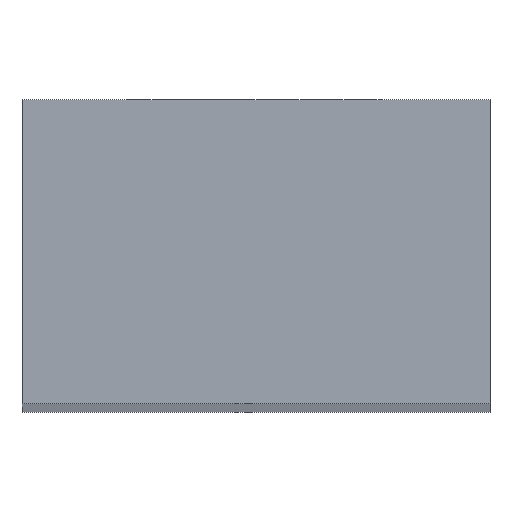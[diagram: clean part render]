
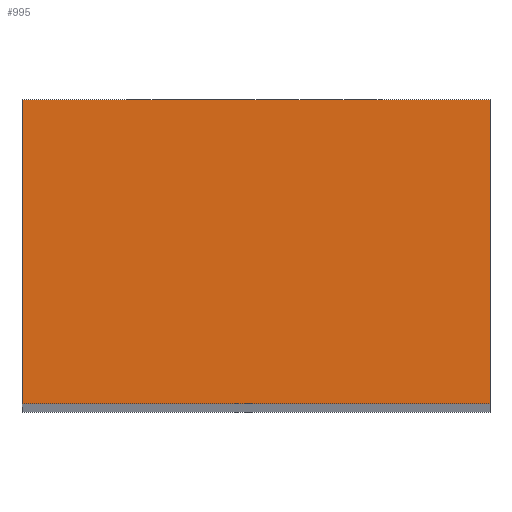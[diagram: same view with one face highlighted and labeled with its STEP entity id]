
A CAD part, top view. The second image highlights one B-rep face of the part: STEP entity #995.
In plain terms, the highlighted planar face has unit normal (0, 0, 1).
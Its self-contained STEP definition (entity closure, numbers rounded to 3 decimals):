
#8 = DIRECTION ( 'NONE',  ( 0., 0., -1. ) ) ;
#27 = EDGE_CURVE ( 'NONE', #1250, #486, #1236, .T. ) ;
#31 = VECTOR ( 'NONE', #231, 1000. ) ;
#82 = DIRECTION ( 'NONE',  ( -1., 0., 0. ) ) ;
#105 = VECTOR ( 'NONE', #370, 1000. ) ;
#156 = ORIENTED_EDGE ( 'NONE', *, *, #27, .F. ) ;
#180 = PLANE ( 'NONE',  #952 ) ;
#209 = EDGE_LOOP ( 'NONE', ( #878, #156, #1225, #544 ) ) ;
#213 = CARTESIAN_POINT ( 'NONE',  ( 10., 0., 0. ) ) ;
#231 = DIRECTION ( 'NONE',  ( 0., -1., 0. ) ) ;
#236 = EDGE_CURVE ( 'NONE', #880, #400, #992, .T. ) ;
#252 = CARTESIAN_POINT ( 'NONE',  ( 10., 13., 0. ) ) ;
#370 = DIRECTION ( 'NONE',  ( 0., -1., 0. ) ) ;
#399 = FACE_OUTER_BOUND ( 'NONE', #209, .T. ) ;
#400 = VERTEX_POINT ( 'NONE', #688 ) ;
#411 = VECTOR ( 'NONE', #82, 1000. ) ;
#486 = VERTEX_POINT ( 'NONE', #990 ) ;
#525 = VECTOR ( 'NONE', #1244, 1000. ) ;
#544 = ORIENTED_EDGE ( 'NONE', *, *, #236, .T. ) ;
#602 = DIRECTION ( 'NONE',  ( -1., 0., 0. ) ) ;
#688 = CARTESIAN_POINT ( 'NONE',  ( -10., 13., 0. ) ) ;
#722 = EDGE_CURVE ( 'NONE', #880, #1250, #1174, .T. ) ;
#737 = CARTESIAN_POINT ( 'NONE',  ( 10., 13., 0. ) ) ;
#834 = CARTESIAN_POINT ( 'NONE',  ( 10., 0., 0. ) ) ;
#868 = LINE ( 'NONE', #1087, #105 ) ;
#878 = ORIENTED_EDGE ( 'NONE', *, *, #975, .T. ) ;
#880 = VERTEX_POINT ( 'NONE', #252 ) ;
#889 = CARTESIAN_POINT ( 'NONE',  ( 10., 0., 0. ) ) ;
#952 = AXIS2_PLACEMENT_3D ( 'NONE', #1083, #8, #602 ) ;
#975 = EDGE_CURVE ( 'NONE', #400, #486, #868, .T. ) ;
#990 = CARTESIAN_POINT ( 'NONE',  ( -10., 0., 0. ) ) ;
#992 = LINE ( 'NONE', #737, #525 ) ;
#995 = ADVANCED_FACE ( 'NONE', ( #399 ), #180, .F. ) ;
#1083 = CARTESIAN_POINT ( 'NONE',  ( 10., 0., 0. ) ) ;
#1087 = CARTESIAN_POINT ( 'NONE',  ( -10., 0., 0. ) ) ;
#1174 = LINE ( 'NONE', #834, #31 ) ;
#1225 = ORIENTED_EDGE ( 'NONE', *, *, #722, .F. ) ;
#1236 = LINE ( 'NONE', #889, #411 ) ;
#1244 = DIRECTION ( 'NONE',  ( -1., 0., 0. ) ) ;
#1250 = VERTEX_POINT ( 'NONE', #213 ) ;
